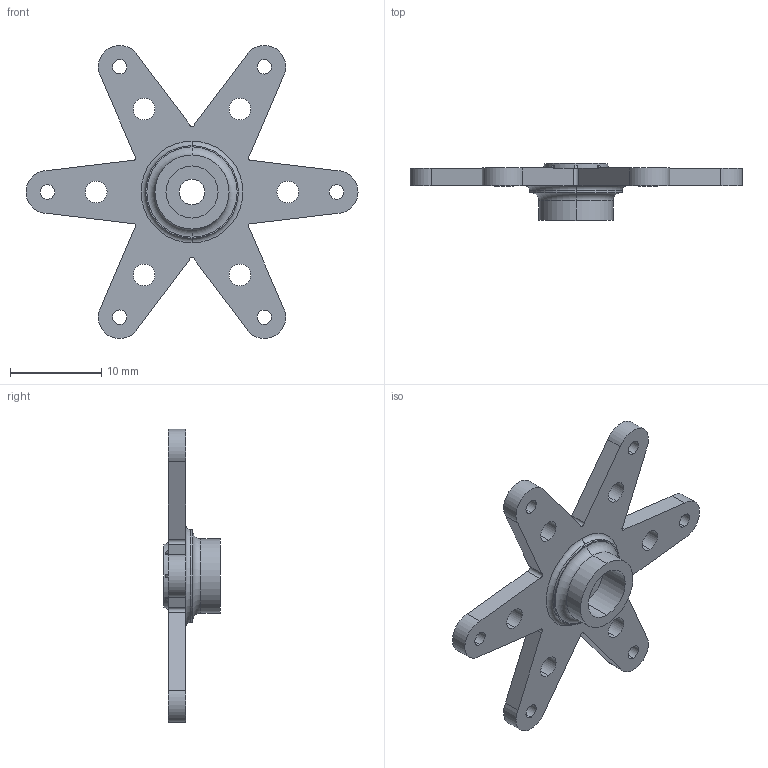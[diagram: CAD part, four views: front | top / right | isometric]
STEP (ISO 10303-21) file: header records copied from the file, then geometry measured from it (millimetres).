
FILE_DESCRIPTION (( 'STEP AP203' ), '1' );
FILE_NAME ('Futaba servo arm_Default_sldprt.STEP', '2020-11-03T16:31:42', ( '' ), ( '' ), 'SwSTEP 2.0', 'SolidWorks 2020', '' );
FILE_SCHEMA (( 'CONFIG_CONTROL_DESIGN' ));
Length unit declared in the file: inch
Products named in the file (1): Futaba servo arm_Default_sldprt
Bounding box: 36.45 x 6.25 x 32.2 mm (x, y, z)
Volume: 1036.8 mm3; surface area: 1651.1 mm2
Topology: 1 solids, 1 shells, 118 faces, 329 edges, 218 vertices
Faces by surface type: plane 59, cylinder 55, torus 4
Entity records: 3972 total; most frequent: CARTESIAN_POINT 744, DIRECTION 681, ORIENTED_EDGE 658, EDGE_CURVE 329, AXIS2_PLACEMENT_3D 259, VERTEX_POINT 218, VECTOR 163, LINE 163
